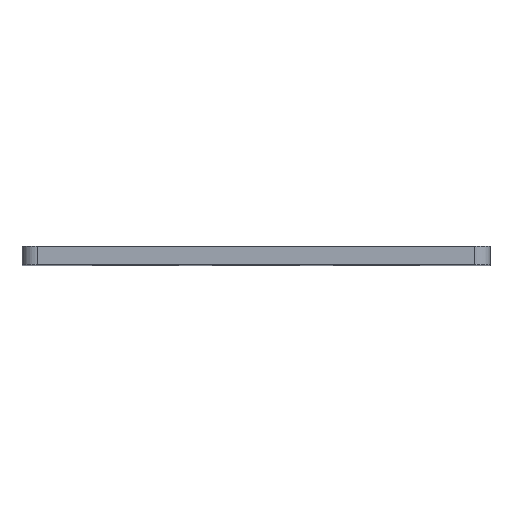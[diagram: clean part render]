
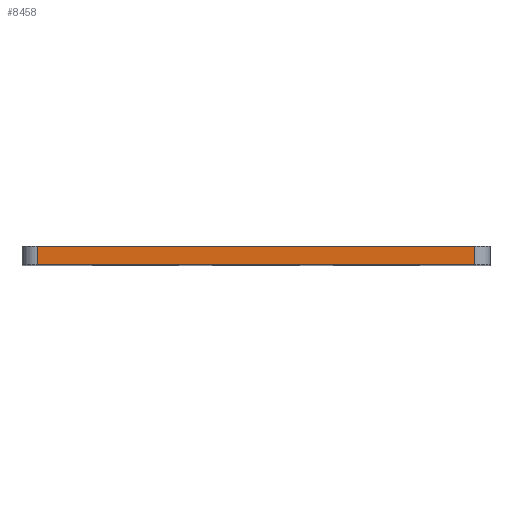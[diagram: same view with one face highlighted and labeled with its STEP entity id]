
A CAD part, top view. The second image highlights one B-rep face of the part: STEP entity #8458.
In plain terms, the highlighted planar face has unit normal (0, 0, 1).
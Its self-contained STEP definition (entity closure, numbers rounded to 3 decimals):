
#1294=FACE_OUTER_BOUND('',#1780,.T.);
#1780=EDGE_LOOP('',(#7449,#7450,#7451,#7452));
#2377=LINE('',#16166,#3068);
#2439=LINE('',#16417,#3130);
#2440=LINE('',#16420,#3131);
#2441=LINE('',#16423,#3132);
#3068=VECTOR('',#9581,10.);
#3130=VECTOR('',#9795,10.);
#3131=VECTOR('',#9798,10.);
#3132=VECTOR('',#9803,10.);
#3916=VERTEX_POINT('',#16163);
#3917=VERTEX_POINT('',#16165);
#4030=VERTEX_POINT('',#16415);
#4031=VERTEX_POINT('',#16419);
#5082=EDGE_CURVE('',#3916,#3917,#2377,.T.);
#5205=EDGE_CURVE('',#4030,#3916,#2439,.T.);
#5206=EDGE_CURVE('',#3917,#4031,#2440,.T.);
#5208=EDGE_CURVE('',#4031,#4030,#2441,.T.);
#7449=ORIENTED_EDGE('',*,*,#5205,.F.);
#7450=ORIENTED_EDGE('',*,*,#5208,.F.);
#7451=ORIENTED_EDGE('',*,*,#5206,.F.);
#7452=ORIENTED_EDGE('',*,*,#5082,.F.);
#8059=PLANE('',#8750);
#8458=ADVANCED_FACE('',(#1294),#8059,.F.);
#8750=AXIS2_PLACEMENT_3D('',#16422,#9801,#9802);
#9581=DIRECTION('',(-1.,0.,0.));
#9795=DIRECTION('',(0.,-1.,0.));
#9798=DIRECTION('',(0.,1.,0.));
#9801=DIRECTION('center_axis',(0.,0.,-1.));
#9802=DIRECTION('ref_axis',(1.,0.,0.));
#9803=DIRECTION('',(1.,0.,0.));
#16163=CARTESIAN_POINT('',(54.617,0.,39.35));
#16165=CARTESIAN_POINT('',(-16.383,0.,39.35));
#16166=CARTESIAN_POINT('',(0.117,0.,39.35));
#16415=CARTESIAN_POINT('',(54.617,3.,39.35));
#16417=CARTESIAN_POINT('',(54.617,3.,39.35));
#16419=CARTESIAN_POINT('',(-16.383,3.,39.35));
#16420=CARTESIAN_POINT('',(-16.383,3.,39.35));
#16422=CARTESIAN_POINT('Origin',(-18.883,3.,39.35));
#16423=CARTESIAN_POINT('',(0.117,3.,39.35));
